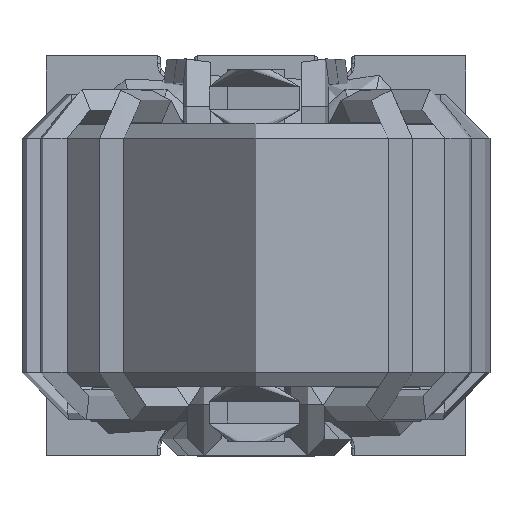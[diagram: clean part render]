
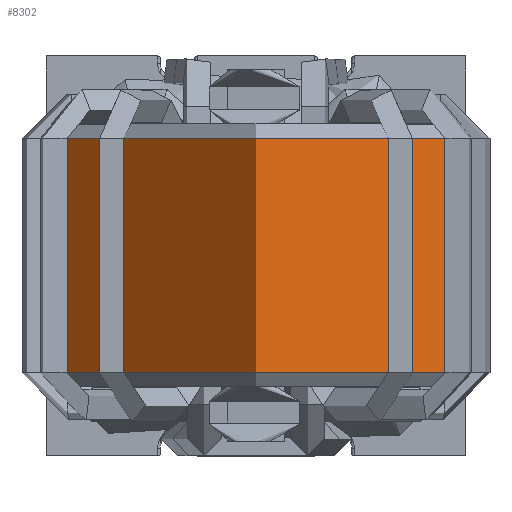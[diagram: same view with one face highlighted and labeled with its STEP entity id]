
A CAD part, top view. The second image highlights one B-rep face of the part: STEP entity #8302.
In plain terms, the highlighted cylindrical face has radius 7.075 mm (diameter 14.15 mm), a full revolution.
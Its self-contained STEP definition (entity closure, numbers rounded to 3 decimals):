
#1038=CIRCLE('',#8894,7.075);
#1039=CIRCLE('',#8895,7.075);
#1910=ORIENTED_EDGE('',*,*,#3178,.T.);
#1911=ORIENTED_EDGE('',*,*,#3179,.T.);
#3178=EDGE_CURVE('',#3850,#3850,#1038,.F.);
#3179=EDGE_CURVE('',#3851,#3851,#1039,.T.);
#3850=VERTEX_POINT('',#11865);
#3851=VERTEX_POINT('',#11867);
#4597=EDGE_LOOP('',(#1910));
#4598=EDGE_LOOP('',(#1911));
#5134=FACE_BOUND('',#4597,.T.);
#5135=FACE_BOUND('',#4598,.T.);
#5568=CYLINDRICAL_SURFACE('',#8893,7.075);
#8302=ADVANCED_FACE('',(#5134,#5135),#5568,.T.);
#8893=AXIS2_PLACEMENT_3D('',#11863,#10022,#10023);
#8894=AXIS2_PLACEMENT_3D('',#11864,#10024,#10025);
#8895=AXIS2_PLACEMENT_3D('',#11866,#10026,#10027);
#10022=DIRECTION('',(0.,1.,0.));
#10023=DIRECTION('',(0.,0.,1.));
#10024=DIRECTION('',(0.,1.,0.));
#10025=DIRECTION('',(0.,0.,1.));
#10026=DIRECTION('',(0.,1.,0.));
#10027=DIRECTION('',(0.,0.,1.));
#11863=CARTESIAN_POINT('',(0.,-4.6,7.575));
#11864=CARTESIAN_POINT('',(0.,4.1,7.575));
#11865=CARTESIAN_POINT('',(0.,4.1,14.65));
#11866=CARTESIAN_POINT('',(0.,-4.1,7.575));
#11867=CARTESIAN_POINT('',(0.,-4.1,14.65));
